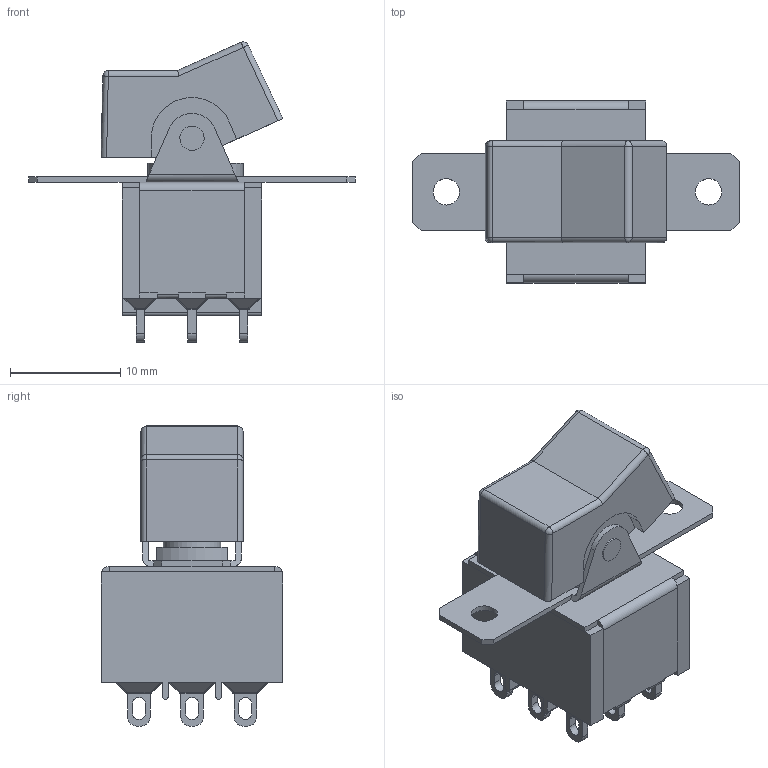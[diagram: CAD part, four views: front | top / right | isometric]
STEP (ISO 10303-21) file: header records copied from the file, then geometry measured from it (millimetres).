
FILE_DESCRIPTION(/* description */ (''),/* implementation_level */ '2;1');
FILE_NAME(/* name */ '3003PxR1xxxM1xE.stp',/* time_stamp */ '2025-05-02T15:06:43-05:00',/* author */ ('mroman'),/* organization */ (''),/* preprocessor_version */ 'ST-DEVELOPER v18.1',/* originating_system */ 'Autodesk Inventor 2022',/* authorisation */ '');
FILE_SCHEMA (('AUTOMOTIVE_DESIGN { 1 0 10303 214 3 1 1 }'));
Length unit declared in the file: inch
Products named in the file (1): 3003PxR1xxxM1xE
Bounding box: 29.63 x 16.51 x 27.24 mm (x, y, z)
Volume: 3115.1 mm3; surface area: 2729.6 mm2
Topology: 1 solids, 1 shells, 457 faces, 1170 edges, 694 vertices
Faces by surface type: plane 269, cylinder 148, sphere 40
Full cylindrical faces by diameter (mm): 2.2 x4, 2.39 x2, 3.2 x1, 5.2 x1
Entity records: 13421 total; most frequent: DIRECTION 2360, CARTESIAN_POINT 2282, ORIENTED_EDGE 2260, EDGE_CURVE 1130, LINE 816, VECTOR 816, AXIS2_PLACEMENT_3D 772, VERTEX_POINT 694
